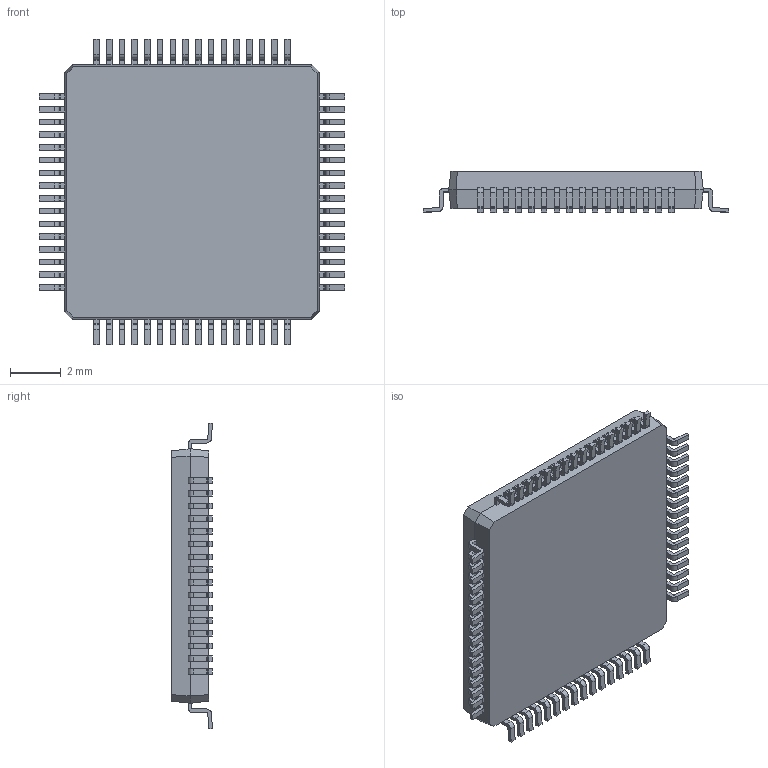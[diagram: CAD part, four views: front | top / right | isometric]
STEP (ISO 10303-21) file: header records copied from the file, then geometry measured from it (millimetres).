
FILE_DESCRIPTION (( 'STEP AP214' ), '1' );
FILE_NAME ('AD5372BSTZ.STEP', '2023-04-05T19:40:22', ( '' ), ( '' ), 'SwSTEP 2.0', 'SolidWorks 2021', '' );
FILE_SCHEMA (( 'AUTOMOTIVE_DESIGN' ));
Length unit declared in the file: millimetre
Products named in the file (1): AD5372BSTZ
Bounding box: 12 x 1.6 x 12 mm (x, y, z)
Volume: 145.6 mm3; surface area: 332.6 mm2
Topology: 66 solids, 66 shells, 985 faces, 2548 edges, 1696 vertices
Faces by surface type: plane 725, cylinder 260
Entity records: 30517 total; most frequent: CARTESIAN_POINT 5230, ORIENTED_EDGE 5096, DIRECTION 5040, EDGE_CURVE 2548, LINE 2028, VECTOR 2028, VERTEX_POINT 1696, AXIS2_PLACEMENT_3D 1506
